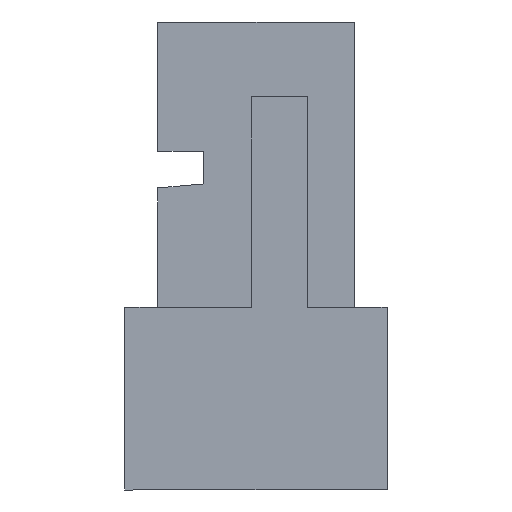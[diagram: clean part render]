
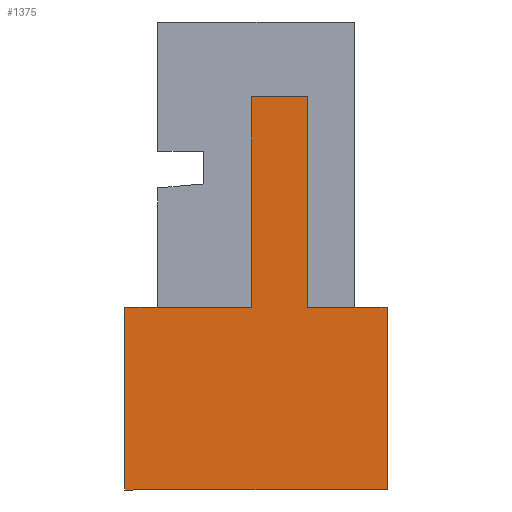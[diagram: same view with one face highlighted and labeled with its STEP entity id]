
A CAD part, left-side view. The second image highlights one B-rep face of the part: STEP entity #1375.
In plain terms, the highlighted planar face has unit normal (-1, 0, 0).
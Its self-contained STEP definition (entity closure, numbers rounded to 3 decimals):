
#1054 = ORIENTED_EDGE ( 'NONE', *, *, #1055, .T. ) ;
#1055 = EDGE_CURVE ( 'NONE', #1557, #1056, #3522, .T. ) ;
#1056 = VERTEX_POINT ( 'NONE', #3518 ) ;
#1057 = ORIENTED_EDGE ( 'NONE', *, *, #1528, .T. ) ;
#1375 = ADVANCED_FACE ( 'NONE', ( #4723 ), #4695, .F. ) ;
#1388 = ORIENTED_EDGE ( 'NONE', *, *, #1389, .F. ) ;
#1389 = EDGE_CURVE ( 'NONE', #1525, #1526, #4753, .T. ) ;
#1390 = EDGE_CURVE ( 'NONE', #1391, #1544, #4741, .T. ) ;
#1391 = VERTEX_POINT ( 'NONE', #4735 ) ;
#1392 = ORIENTED_EDGE ( 'NONE', *, *, #1393, .F. ) ;
#1393 = EDGE_CURVE ( 'NONE', #1394, #1391, #4733, .T. ) ;
#1394 = VERTEX_POINT ( 'NONE', #4845 ) ;
#1525 = VERTEX_POINT ( 'NONE', #5277 ) ;
#1526 = VERTEX_POINT ( 'NONE', #5276 ) ;
#1527 = ORIENTED_EDGE ( 'NONE', *, *, #1556, .T. ) ;
#1528 = EDGE_CURVE ( 'NONE', #1056, #1529, #5275, .T. ) ;
#1529 = VERTEX_POINT ( 'NONE', #5271 ) ;
#1530 = ORIENTED_EDGE ( 'NONE', *, *, #1531, .F. ) ;
#1531 = EDGE_CURVE ( 'NONE', #1544, #1529, #5269, .T. ) ;
#1535 = ORIENTED_EDGE ( 'NONE', *, *, #1536, .F. ) ;
#1536 = EDGE_CURVE ( 'NONE', #1526, #1394, #5231, .T. ) ;
#1544 = VERTEX_POINT ( 'NONE', #5202 ) ;
#1545 = ORIENTED_EDGE ( 'NONE', *, *, #1390, .F. ) ;
#1556 = EDGE_CURVE ( 'NONE', #1525, #1557, #5146, .T. ) ;
#1557 = VERTEX_POINT ( 'NONE', #5142 ) ;
#1558 = EDGE_LOOP ( 'NONE', ( #1388, #1527, #1054, #1057, #1530, #1545, #1392, #1535 ) ) ;
#3518 = CARTESIAN_POINT ( 'NONE',  ( -5.5, -2.45, 3.1 ) ) ;
#3519 = DIRECTION ( 'NONE',  ( 0., 1., 0. ) ) ;
#3520 = VECTOR ( 'NONE', #3519, 1000. ) ;
#3521 = CARTESIAN_POINT ( 'NONE',  ( -5.5, -3.05, 3.1 ) ) ;
#3522 = LINE ( 'NONE', #3521, #3520 ) ;
#4682 = DIRECTION ( 'NONE',  ( 0., -1., 0. ) ) ;
#4684 = DIRECTION ( 'NONE',  ( 1., 0., 0. ) ) ;
#4686 = CARTESIAN_POINT ( 'NONE',  ( -5.5, -1.94, -1.1 ) ) ;
#4688 = AXIS2_PLACEMENT_3D ( 'NONE', #4686, #4684, #4682 ) ;
#4695 = PLANE ( 'NONE',  #4688 ) ;
#4723 = FACE_OUTER_BOUND ( 'NONE', #1558, .T. ) ;
#4731 = CARTESIAN_POINT ( 'NONE',  ( -5.5, -1.1, -1.1 ) ) ;
#4733 = LINE ( 'NONE', #4731, #4847 ) ;
#4735 = CARTESIAN_POINT ( 'NONE',  ( -5.5, -1.1, -1.1 ) ) ;
#4736 = DIRECTION ( 'NONE',  ( 0., 0., 1. ) ) ;
#4738 = VECTOR ( 'NONE', #4736, 1000. ) ;
#4739 = CARTESIAN_POINT ( 'NONE',  ( -5.5, -1.1, 0.85 ) ) ;
#4741 = LINE ( 'NONE', #4739, #4738 ) ;
#4748 = DIRECTION ( 'NONE',  ( 0., -1., 0. ) ) ;
#4750 = VECTOR ( 'NONE', #4748, 1000. ) ;
#4752 = CARTESIAN_POINT ( 'NONE',  ( -5.5, -3.9, 0.85 ) ) ;
#4753 = LINE ( 'NONE', #4752, #4750 ) ;
#4845 = CARTESIAN_POINT ( 'NONE',  ( -5.5, -3.9, -1.1 ) ) ;
#4846 = DIRECTION ( 'NONE',  ( 0., 1., 0. ) ) ;
#4847 = VECTOR ( 'NONE', #4846, 1000. ) ;
#5142 = CARTESIAN_POINT ( 'NONE',  ( -5.5, -3.05, 3.1 ) ) ;
#5143 = DIRECTION ( 'NONE',  ( 0., 0., 1. ) ) ;
#5144 = VECTOR ( 'NONE', #5143, 1000. ) ;
#5145 = CARTESIAN_POINT ( 'NONE',  ( -5.5, -3.05, 0.85 ) ) ;
#5146 = LINE ( 'NONE', #5145, #5144 ) ;
#5202 = CARTESIAN_POINT ( 'NONE',  ( -5.5, -1.1, 0.85 ) ) ;
#5228 = DIRECTION ( 'NONE',  ( 0., 0., -1. ) ) ;
#5229 = VECTOR ( 'NONE', #5228, 1000. ) ;
#5230 = CARTESIAN_POINT ( 'NONE',  ( -5.5, -3.9, -1.1 ) ) ;
#5231 = LINE ( 'NONE', #5230, #5229 ) ;
#5266 = DIRECTION ( 'NONE',  ( 0., -1., 0. ) ) ;
#5267 = VECTOR ( 'NONE', #5266, 1000. ) ;
#5268 = CARTESIAN_POINT ( 'NONE',  ( -5.5, -1.45, 0.85 ) ) ;
#5269 = LINE ( 'NONE', #5268, #5267 ) ;
#5271 = CARTESIAN_POINT ( 'NONE',  ( -5.5, -2.45, 0.85 ) ) ;
#5272 = DIRECTION ( 'NONE',  ( 0., 0., -1. ) ) ;
#5273 = VECTOR ( 'NONE', #5272, 1000. ) ;
#5274 = CARTESIAN_POINT ( 'NONE',  ( -5.5, -2.45, 3.1 ) ) ;
#5275 = LINE ( 'NONE', #5274, #5273 ) ;
#5276 = CARTESIAN_POINT ( 'NONE',  ( -5.5, -3.9, 0.85 ) ) ;
#5277 = CARTESIAN_POINT ( 'NONE',  ( -5.5, -3.05, 0.85 ) ) ;
